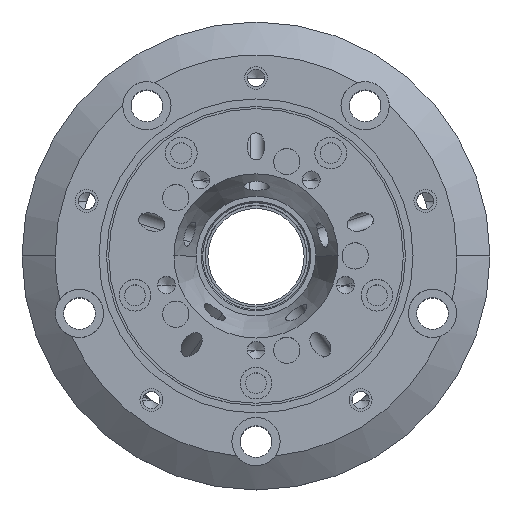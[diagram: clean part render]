
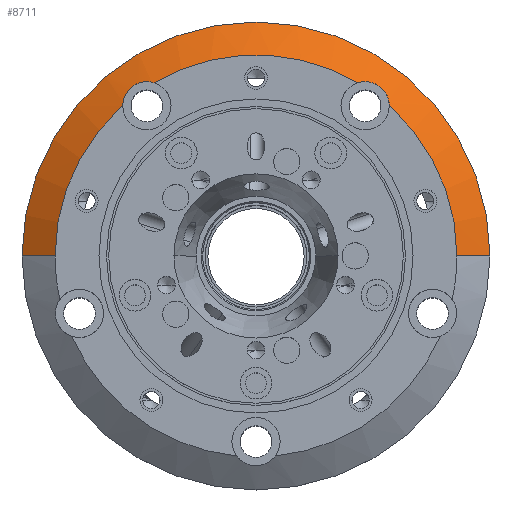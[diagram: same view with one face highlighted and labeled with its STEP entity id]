
A CAD part, top view. The second image highlights one B-rep face of the part: STEP entity #8711.
In plain terms, the highlighted conical face has half-angle 54.993 degrees and reference radius 2.672 mm.
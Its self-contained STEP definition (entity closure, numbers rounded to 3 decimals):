
#4952=CARTESIAN_POINT('POINT357',(2.875,0.,4.247));
#4953=VERTEX_POINT('VERTEX357',#4952);
#4971=CARTESIAN_POINT('POINT360',(-2.875,0.,
   4.247));
#4972=VERTEX_POINT('VERTEX360',#4971);
#4979=CARTESIAN_POINT('POS377',(0.,0.,4.247));
#4980=DIRECTION('DIR601',(0.,0.,-1.));
#4981=DIRECTION('DIR602',(1.,0.,0.));
#4982=AXIS2_PLACEMENT_3D('AXIS225',#4979,#4980,#4981);
#4983=CIRCLE('ELLIPSE140',#4982,2.875);
#4984=EDGE_CURVE('EDGE507',#4972,#4953,#4983,.T.);
#8634=CARTESIAN_POINT('POINT581',(2.469,0.,
   4.531));
#8635=VERTEX_POINT('VERTEX581',#8634);
#8636=CARTESIAN_POINT('POS608',(2.672,0.,
   4.389));
#8637=DIRECTION('DIR985',(0.819,0.,
   -0.574));
#8638=VECTOR('VEC231',#8637,1.);
#8639=LINE('STRAIGHT231',#8636,#8638);
#8640=EDGE_CURVE('EDGE821',#8635,#4953,#8639,.T.);
#8641=ORIENTED_EDGE('COEDGE1427',*,*,#8640,.T.);
#8642=ORIENTED_EDGE('COEDGE1428',*,*,#4984,.F.);
#8643=CARTESIAN_POINT('POINT582',(-2.469,0.,
   4.531));
#8644=VERTEX_POINT('VERTEX582',#8643);
#8645=CARTESIAN_POINT('POS609',(-2.672,0.,
   4.389));
#8646=DIRECTION('DIR986',(0.819,0.,
   0.574));
#8647=VECTOR('VEC232',#8646,1.);
#8648=LINE('STRAIGHT232',#8645,#8647);
#8649=EDGE_CURVE('EDGE822',#4972,#8644,#8648,.T.);
#8650=ORIENTED_EDGE('COEDGE1429',*,*,#8649,.T.);
#8651=CARTESIAN_POINT('POINT583',(-1.637,
   1.848,4.531));
#8652=VERTEX_POINT('VERTEX583',#8651);
#8653=CARTESIAN_POINT('POS610',(0.,0.,4.531));
#8654=DIRECTION('DIR987',(0.,0.,-1.));
#8655=DIRECTION('DIR988',(1.,0.,0.));
#8656=AXIS2_PLACEMENT_3D('AXIS378',#8653,#8654,#8655);
#8657=CIRCLE('ELLIPSE232',#8656,2.469);
#8658=EDGE_CURVE('EDGE823',#8644,#8652,#8657,.T.);
#8659=ORIENTED_EDGE('COEDGE1430',*,*,#8658,.T.);
#8660=CARTESIAN_POINT('POINT584',(-1.251,
   2.128,4.531));
#8661=VERTEX_POINT('VERTEX584',#8660);
#8662=B_SPLINE_CURVE_WITH_KNOTS('SPLINE_CRV127',3,(#8663,#8664,#8665,
   #8666,#8667,#8668,#8669,#8670,#8671,#8672,#8673,#8674,#8675,#8676),
   .UNSPECIFIED.,.F.,.F.,(4,2,2,2,2,2,4),(0.258,
   0.285,0.412,0.539,
   0.666,0.793,0.821),
   .UNSPECIFIED.);
#8663=CARTESIAN_POINT('',(-1.637,1.848,
   4.531));
#8664=CARTESIAN_POINT('',(-1.637,1.856,
   4.527));
#8665=CARTESIAN_POINT('',(-1.637,1.864,
   4.523));
#8666=CARTESIAN_POINT('',(-1.632,1.911,
   4.5));
#8667=CARTESIAN_POINT('',(-1.621,1.952,
   4.483));
#8668=CARTESIAN_POINT('',(-1.579,2.027,
   4.461));
#8669=CARTESIAN_POINT('',(-1.549,2.06,
   4.455));
#8670=CARTESIAN_POINT('',(-1.481,2.11,
   4.455));
#8671=CARTESIAN_POINT('',(-1.44,2.128,
   4.461));
#8672=CARTESIAN_POINT('',(-1.355,2.145,
   4.483));
#8673=CARTESIAN_POINT('',(-1.313,2.143,
   4.5));
#8674=CARTESIAN_POINT('',(-1.267,2.133,
   4.523));
#8675=CARTESIAN_POINT('',(-1.259,2.131,
   4.527));
#8676=CARTESIAN_POINT('',(-1.251,2.128,
   4.531));
#8677=EDGE_CURVE('EDGE824',#8652,#8661,#8662,.T.);
#8678=ORIENTED_EDGE('COEDGE1431',*,*,#8677,.T.);
#8679=CARTESIAN_POINT('POINT585',(1.251,
   2.128,4.531));
#8680=VERTEX_POINT('VERTEX585',#8679);
#8681=EDGE_CURVE('EDGE825',#8661,#8680,#8657,.T.);
#8682=ORIENTED_EDGE('COEDGE1432',*,*,#8681,.T.);
#8683=CARTESIAN_POINT('POINT586',(1.637,
   1.848,4.531));
#8684=VERTEX_POINT('VERTEX586',#8683);
#8685=B_SPLINE_CURVE_WITH_KNOTS('SPLINE_CRV128',3,(#8686,#8687,#8688,
   #8689,#8690,#8691,#8692,#8693,#8694,#8695,#8696,#8697,#8698,#8699),
   .UNSPECIFIED.,.F.,.F.,(4,2,2,2,2,2,4),(0.258,
   0.285,0.412,0.539,
   0.666,0.793,0.821),
   .UNSPECIFIED.);
#8686=CARTESIAN_POINT('',(1.251,2.128,
   4.531));
#8687=CARTESIAN_POINT('',(1.259,2.131,
   4.527));
#8688=CARTESIAN_POINT('',(1.267,2.133,
   4.523));
#8689=CARTESIAN_POINT('',(1.313,2.143,
   4.5));
#8690=CARTESIAN_POINT('',(1.355,2.145,
   4.483));
#8691=CARTESIAN_POINT('',(1.44,2.128,
   4.461));
#8692=CARTESIAN_POINT('',(1.481,2.11,
   4.455));
#8693=CARTESIAN_POINT('',(1.549,2.06,
   4.455));
#8694=CARTESIAN_POINT('',(1.579,2.027,
   4.461));
#8695=CARTESIAN_POINT('',(1.621,1.952,
   4.483));
#8696=CARTESIAN_POINT('',(1.632,1.911,
   4.5));
#8697=CARTESIAN_POINT('',(1.637,1.864,
   4.523));
#8698=CARTESIAN_POINT('',(1.637,1.856,
   4.527));
#8699=CARTESIAN_POINT('',(1.637,1.848,
   4.531));
#8700=EDGE_CURVE('EDGE826',#8680,#8684,#8685,.T.);
#8701=ORIENTED_EDGE('COEDGE1433',*,*,#8700,.T.);
#8702=EDGE_CURVE('EDGE827',#8684,#8635,#8657,.T.);
#8703=ORIENTED_EDGE('COEDGE1434',*,*,#8702,.T.);
#8704=EDGE_LOOP('NONE',(#8641,#8642,#8650,#8659,#8678,#8682,#8701,#8703)
   );
#8705=FACE_BOUND('LOOP1',#8704,.T.);
#8706=CARTESIAN_POINT('POS611',(0.,0.,4.389));
#8707=DIRECTION('DIR989',(0.,0.,-1.));
#8708=DIRECTION('DIR990',(1.,0.,0.));
#8709=AXIS2_PLACEMENT_3D('AXIS379',#8706,#8707,#8708);
#8710=CONICAL_SURFACE('CONE_SURF91',#8709,2.672,
   0.96);
#8711=ADVANCED_FACE('FACE262',(#8705),#8710,.T.);
